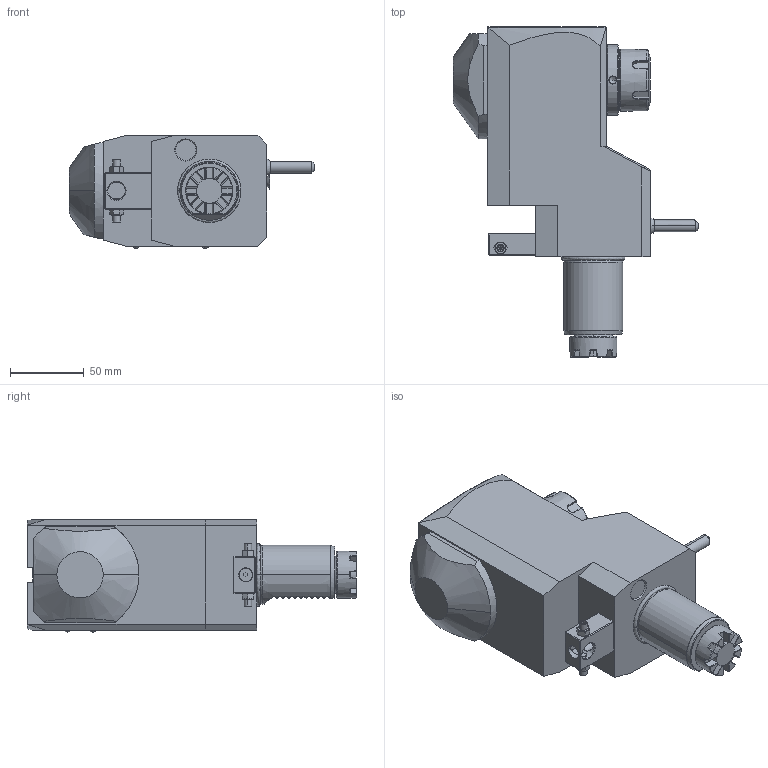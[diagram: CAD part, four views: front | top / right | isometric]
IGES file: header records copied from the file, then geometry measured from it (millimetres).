
Start section:  PTC IGES file: ngt1_40_441_25_2_1_120.igs
Global section: file name: ngt1_40_441_25_2_1_120.igs; native system: Pro/ENGINEER by Parametric Technology Corporation; preprocessor: 2010280; author: vali; organization: Unknown; date: 20170313.082127; units: millimetre
Bounding box: 166.5 x 224 x 76.6 mm (x, y, z)
Volume: 1184785.4 mm3; surface area: 88879.6 mm2
Topology: 1 solids, 1 shells, 523 faces, 1341 edges, 834 vertices
Faces by surface type: bspline 310, revolution 211, extrusion 2
